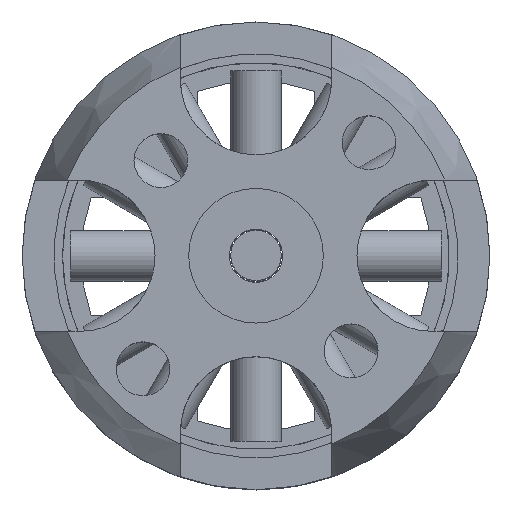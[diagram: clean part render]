
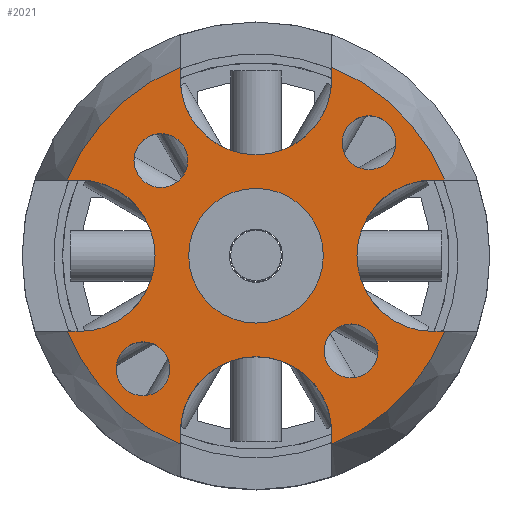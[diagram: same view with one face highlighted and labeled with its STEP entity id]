
A CAD part, top view. The second image highlights one B-rep face of the part: STEP entity #2021.
In plain terms, the highlighted planar face has unit normal (0, 0, 1).
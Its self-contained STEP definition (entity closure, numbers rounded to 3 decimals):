
#61=FACE_BOUND('',#408,.T.);
#62=FACE_BOUND('',#409,.T.);
#63=FACE_BOUND('',#410,.T.);
#64=FACE_BOUND('',#411,.T.);
#65=FACE_BOUND('',#412,.T.);
#153=PLANE('',#2316);
#273=FACE_OUTER_BOUND('',#407,.T.);
#407=EDGE_LOOP('',(#1794,#1795,#1796,#1797,#1798,#1799,#1800,#1801,#1802,
#1803,#1804,#1805,#1806,#1807,#1808,#1809));
#408=EDGE_LOOP('',(#1810));
#409=EDGE_LOOP('',(#1811));
#410=EDGE_LOOP('',(#1812));
#411=EDGE_LOOP('',(#1813));
#412=EDGE_LOOP('',(#1814));
#530=LINE('',#3553,#648);
#533=LINE('',#3558,#651);
#534=LINE('',#3561,#652);
#537=LINE('',#3565,#655);
#540=LINE('',#3576,#658);
#543=LINE('',#3585,#661);
#544=LINE('',#3587,#662);
#545=LINE('',#3592,#663);
#648=VECTOR('',#2903,10.);
#651=VECTOR('',#2908,10.);
#652=VECTOR('',#2911,10.);
#655=VECTOR('',#2916,10.);
#658=VECTOR('',#2931,10.);
#661=VECTOR('',#2942,10.);
#662=VECTOR('',#2945,10.);
#663=VECTOR('',#2954,10.);
#773=CIRCLE('',#2259,4.5);
#787=CIRCLE('',#2277,1.6);
#789=CIRCLE('',#2280,1.6);
#791=CIRCLE('',#2283,1.6);
#793=CIRCLE('',#2286,1.6);
#795=CIRCLE('',#2289,12.08);
#796=CIRCLE('',#2290,12.08);
#797=CIRCLE('',#2291,12.08);
#800=CIRCLE('',#2294,12.08);
#803=CIRCLE('',#2303,4.5);
#805=CIRCLE('',#2307,4.5);
#807=CIRCLE('',#2312,4.5);
#809=CIRCLE('',#2317,4.);
#953=VERTEX_POINT('',#3440);
#955=VERTEX_POINT('',#3443);
#970=VERTEX_POINT('',#3483);
#972=VERTEX_POINT('',#3489);
#974=VERTEX_POINT('',#3495);
#976=VERTEX_POINT('',#3501);
#979=VERTEX_POINT('',#3508);
#980=VERTEX_POINT('',#3512);
#981=VERTEX_POINT('',#3517);
#982=VERTEX_POINT('',#3521);
#983=VERTEX_POINT('',#3526);
#984=VERTEX_POINT('',#3530);
#987=VERTEX_POINT('',#3540);
#988=VERTEX_POINT('',#3544);
#990=VERTEX_POINT('',#3552);
#991=VERTEX_POINT('',#3556);
#992=VERTEX_POINT('',#3560);
#994=VERTEX_POINT('',#3571);
#995=VERTEX_POINT('',#3578);
#996=VERTEX_POINT('',#3580);
#997=VERTEX_POINT('',#3596);
#1202=EDGE_CURVE('',#955,#953,#773,.T.);
#1223=EDGE_CURVE('',#970,#970,#787,.T.);
#1226=EDGE_CURVE('',#972,#972,#789,.T.);
#1229=EDGE_CURVE('',#974,#974,#791,.T.);
#1232=EDGE_CURVE('',#976,#976,#793,.T.);
#1236=EDGE_CURVE('',#979,#980,#795,.T.);
#1239=EDGE_CURVE('',#981,#982,#796,.T.);
#1242=EDGE_CURVE('',#983,#984,#797,.T.);
#1248=EDGE_CURVE('',#987,#988,#800,.T.);
#1251=EDGE_CURVE('',#990,#982,#530,.T.);
#1254=EDGE_CURVE('',#981,#991,#533,.T.);
#1255=EDGE_CURVE('',#992,#980,#534,.T.);
#1258=EDGE_CURVE('',#979,#955,#537,.T.);
#1261=EDGE_CURVE('',#994,#990,#803,.T.);
#1264=EDGE_CURVE('',#983,#994,#540,.T.);
#1266=EDGE_CURVE('',#996,#995,#805,.T.);
#1269=EDGE_CURVE('',#995,#984,#543,.T.);
#1270=EDGE_CURVE('',#987,#996,#544,.T.);
#1271=EDGE_CURVE('',#991,#992,#807,.T.);
#1273=EDGE_CURVE('',#953,#988,#545,.T.);
#1275=EDGE_CURVE('',#997,#997,#809,.T.);
#1794=ORIENTED_EDGE('',*,*,#1242,.F.);
#1795=ORIENTED_EDGE('',*,*,#1264,.T.);
#1796=ORIENTED_EDGE('',*,*,#1261,.T.);
#1797=ORIENTED_EDGE('',*,*,#1251,.T.);
#1798=ORIENTED_EDGE('',*,*,#1239,.F.);
#1799=ORIENTED_EDGE('',*,*,#1254,.T.);
#1800=ORIENTED_EDGE('',*,*,#1271,.T.);
#1801=ORIENTED_EDGE('',*,*,#1255,.T.);
#1802=ORIENTED_EDGE('',*,*,#1236,.F.);
#1803=ORIENTED_EDGE('',*,*,#1258,.T.);
#1804=ORIENTED_EDGE('',*,*,#1202,.T.);
#1805=ORIENTED_EDGE('',*,*,#1273,.T.);
#1806=ORIENTED_EDGE('',*,*,#1248,.F.);
#1807=ORIENTED_EDGE('',*,*,#1270,.T.);
#1808=ORIENTED_EDGE('',*,*,#1266,.T.);
#1809=ORIENTED_EDGE('',*,*,#1269,.T.);
#1810=ORIENTED_EDGE('',*,*,#1223,.T.);
#1811=ORIENTED_EDGE('',*,*,#1226,.T.);
#1812=ORIENTED_EDGE('',*,*,#1229,.T.);
#1813=ORIENTED_EDGE('',*,*,#1232,.T.);
#1814=ORIENTED_EDGE('',*,*,#1275,.T.);
#2021=ADVANCED_FACE('',(#273,#61,#62,#63,#64,#65),#153,.T.);
#2259=AXIS2_PLACEMENT_3D('',#3444,#2815,#2816);
#2277=AXIS2_PLACEMENT_3D('',#3484,#2858,#2859);
#2280=AXIS2_PLACEMENT_3D('',#3490,#2865,#2866);
#2283=AXIS2_PLACEMENT_3D('',#3496,#2872,#2873);
#2286=AXIS2_PLACEMENT_3D('',#3502,#2879,#2880);
#2289=AXIS2_PLACEMENT_3D('',#3513,#2886,#2887);
#2290=AXIS2_PLACEMENT_3D('',#3522,#2888,#2889);
#2291=AXIS2_PLACEMENT_3D('',#3531,#2890,#2891);
#2294=AXIS2_PLACEMENT_3D('',#3545,#2897,#2898);
#2303=AXIS2_PLACEMENT_3D('',#3572,#2924,#2925);
#2307=AXIS2_PLACEMENT_3D('',#3581,#2935,#2936);
#2312=AXIS2_PLACEMENT_3D('',#3589,#2948,#2949);
#2316=AXIS2_PLACEMENT_3D('',#3595,#2958,#2959);
#2317=AXIS2_PLACEMENT_3D('',#3597,#2960,#2961);
#2815=DIRECTION('center_axis',(0.,0.,-1.));
#2816=DIRECTION('ref_axis',(0.707,0.707,0.));
#2858=DIRECTION('center_axis',(0.,0.,-1.));
#2859=DIRECTION('ref_axis',(1.,0.,0.));
#2865=DIRECTION('center_axis',(0.,0.,-1.));
#2866=DIRECTION('ref_axis',(1.,0.,0.));
#2872=DIRECTION('center_axis',(0.,0.,-1.));
#2873=DIRECTION('ref_axis',(1.,0.,0.));
#2879=DIRECTION('center_axis',(0.,0.,-1.));
#2880=DIRECTION('ref_axis',(1.,0.,0.));
#2886=DIRECTION('center_axis',(0.,0.,-1.));
#2887=DIRECTION('ref_axis',(0.,1.,0.));
#2888=DIRECTION('center_axis',(0.,0.,-1.));
#2889=DIRECTION('ref_axis',(0.,1.,0.));
#2890=DIRECTION('center_axis',(0.,0.,-1.));
#2891=DIRECTION('ref_axis',(0.,1.,0.));
#2897=DIRECTION('center_axis',(0.,0.,-1.));
#2898=DIRECTION('ref_axis',(0.,1.,0.));
#2903=DIRECTION('',(1.,0.,0.));
#2908=DIRECTION('',(0.,-1.,0.));
#2911=DIRECTION('',(0.,1.,0.));
#2916=DIRECTION('',(1.,0.,0.));
#2924=DIRECTION('center_axis',(0.,0.,-1.));
#2925=DIRECTION('ref_axis',(-0.707,-0.707,0.));
#2931=DIRECTION('',(-1.,0.,0.));
#2935=DIRECTION('center_axis',(0.,0.,-1.));
#2936=DIRECTION('ref_axis',(-0.707,0.707,0.));
#2942=DIRECTION('',(0.,-1.,0.));
#2945=DIRECTION('',(0.,1.,0.));
#2948=DIRECTION('center_axis',(0.,0.,-1.));
#2949=DIRECTION('ref_axis',(0.707,-0.707,0.));
#2954=DIRECTION('',(-1.,0.,0.));
#2958=DIRECTION('center_axis',(0.,0.,1.));
#2959=DIRECTION('ref_axis',(0.,-1.,0.));
#2960=DIRECTION('center_axis',(0.,0.,-1.));
#2961=DIRECTION('ref_axis',(1.,0.,0.));
#3440=CARTESIAN_POINT('',(-10.5,-4.5,8.75));
#3443=CARTESIAN_POINT('',(-10.5,4.5,8.75));
#3444=CARTESIAN_POINT('Origin',(-10.5,0.,8.75));
#3483=CARTESIAN_POINT('',(-8.318,-6.718,8.75));
#3484=CARTESIAN_POINT('Origin',(-6.718,-6.718,8.75));
#3489=CARTESIAN_POINT('',(5.118,6.718,8.75));
#3490=CARTESIAN_POINT('Origin',(6.718,6.718,8.75));
#3495=CARTESIAN_POINT('',(4.057,-5.657,8.75));
#3496=CARTESIAN_POINT('Origin',(5.657,-5.657,8.75));
#3501=CARTESIAN_POINT('',(-7.257,5.657,8.75));
#3502=CARTESIAN_POINT('Origin',(-5.657,5.657,8.75));
#3508=CARTESIAN_POINT('',(-11.211,4.5,8.75));
#3512=CARTESIAN_POINT('',(-4.5,11.211,8.75));
#3513=CARTESIAN_POINT('Origin',(0.,0.,8.75));
#3517=CARTESIAN_POINT('',(4.5,11.211,8.75));
#3521=CARTESIAN_POINT('',(11.211,4.5,8.75));
#3522=CARTESIAN_POINT('Origin',(0.,0.,8.75));
#3526=CARTESIAN_POINT('',(11.211,-4.5,8.75));
#3530=CARTESIAN_POINT('',(4.5,-11.211,8.75));
#3531=CARTESIAN_POINT('Origin',(0.,0.,8.75));
#3540=CARTESIAN_POINT('',(-4.5,-11.211,8.75));
#3544=CARTESIAN_POINT('',(-11.211,-4.5,8.75));
#3545=CARTESIAN_POINT('Origin',(0.,0.,8.75));
#3552=CARTESIAN_POINT('',(10.5,4.5,8.75));
#3553=CARTESIAN_POINT('',(5.25,4.5,8.75));
#3556=CARTESIAN_POINT('',(4.5,10.5,8.75));
#3558=CARTESIAN_POINT('',(4.5,8.,8.75));
#3560=CARTESIAN_POINT('',(-4.5,10.5,8.75));
#3561=CARTESIAN_POINT('',(-4.5,5.25,8.75));
#3565=CARTESIAN_POINT('',(-8.,4.5,8.75));
#3571=CARTESIAN_POINT('',(10.5,-4.5,8.75));
#3572=CARTESIAN_POINT('Origin',(10.5,0.,8.75));
#3576=CARTESIAN_POINT('',(8.,-4.5,8.75));
#3578=CARTESIAN_POINT('',(4.5,-10.5,8.75));
#3580=CARTESIAN_POINT('',(-4.5,-10.5,8.75));
#3581=CARTESIAN_POINT('Origin',(0.,-10.5,8.75));
#3585=CARTESIAN_POINT('',(4.5,-5.25,8.75));
#3587=CARTESIAN_POINT('',(-4.5,-8.,8.75));
#3589=CARTESIAN_POINT('Origin',(0.,10.5,8.75));
#3592=CARTESIAN_POINT('',(-5.25,-4.5,8.75));
#3595=CARTESIAN_POINT('Origin',(0.,0.,8.75));
#3596=CARTESIAN_POINT('',(-4.,0.,8.75));
#3597=CARTESIAN_POINT('Origin',(0.,0.,8.75));
